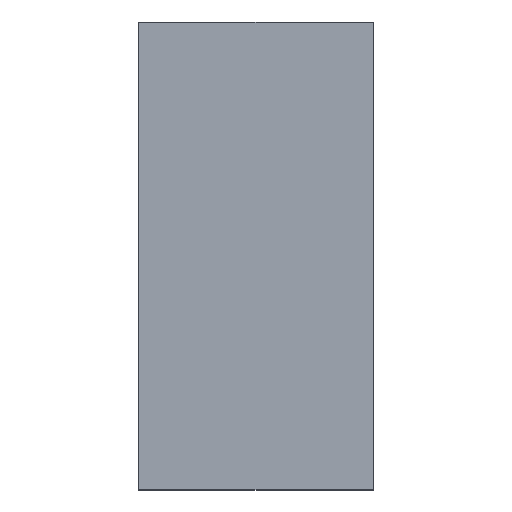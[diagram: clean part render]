
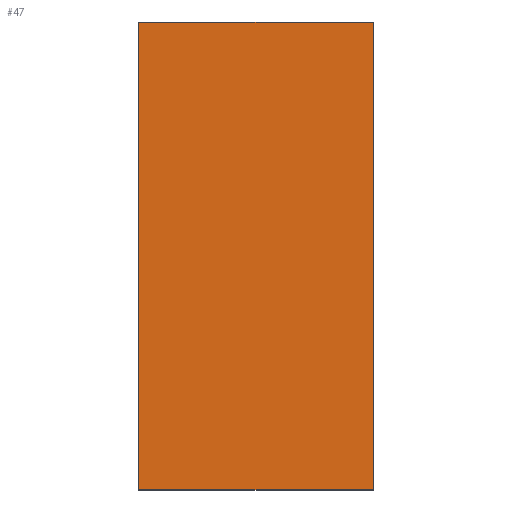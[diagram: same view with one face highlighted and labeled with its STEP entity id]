
A CAD part, top view. The second image highlights one B-rep face of the part: STEP entity #47.
In plain terms, the highlighted planar face has unit normal (0, 0, 1).
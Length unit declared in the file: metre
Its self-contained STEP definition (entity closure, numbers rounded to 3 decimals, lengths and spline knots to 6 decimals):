
#47=ADVANCED_FACE('0:45',(#91),#92,.T.);
#91=FACE_OUTER_BOUND('',#129,.T.);
#92=PLANE('',#130);
#129=EDGE_LOOP('',(#199,#200,#201,#202));
#130=AXIS2_PLACEMENT_3D('',#203,#204,#205);
#199=ORIENTED_EDGE('',*,*,#238,.F.);
#200=ORIENTED_EDGE('',*,*,#249,.F.);
#201=ORIENTED_EDGE('',*,*,#259,.F.);
#202=ORIENTED_EDGE('',*,*,#242,.F.);
#203=CARTESIAN_POINT('',(0.0,0.0,0.000665));
#204=DIRECTION('',(0.0,0.0,1.0));
#205=DIRECTION('',(1.0,-0.0,0.0));
#238=EDGE_CURVE('0:72',#277,#279,#280,.T.);
#242=EDGE_CURVE('0:81',#279,#285,#286,.T.);
#249=EDGE_CURVE('0:99',#296,#277,#297,.T.);
#259=EDGE_CURVE('0:123',#285,#296,#310,.T.);
#277=VERTEX_POINT('NONE',#332);
#279=VERTEX_POINT('NONE',#335);
#280=LINE('',#336,#337);
#285=VERTEX_POINT('NONE',#344);
#286=LINE('',#345,#346);
#296=VERTEX_POINT('NONE',#361);
#297=LINE('',#362,#363);
#310=LINE('',#383,#384);
#332=CARTESIAN_POINT('',(0.00159,-0.003175,0.000665));
#335=CARTESIAN_POINT('',(-0.00159,-0.003175,0.000665));
#336=CARTESIAN_POINT('',(0.0,-0.003175,0.000665));
#337=VECTOR('',#397,1.0);
#344=CARTESIAN_POINT('',(-0.00159,0.003175,0.000665));
#345=CARTESIAN_POINT('',(-0.00159,0.0,0.000665));
#346=VECTOR('',#400,1.0);
#361=CARTESIAN_POINT('',(0.00159,0.003175,0.000665));
#362=CARTESIAN_POINT('',(0.00159,0.0,0.000665));
#363=VECTOR('',#406,1.0);
#383=CARTESIAN_POINT('',(0.0,0.003175,0.000665));
#384=VECTOR('',#414,1.0);
#397=DIRECTION('',(-1.0,0.0,0.0));
#400=DIRECTION('',(0.0,1.0,0.0));
#406=DIRECTION('',(0.0,-1.0,0.0));
#414=DIRECTION('',(1.0,0.0,0.0));
